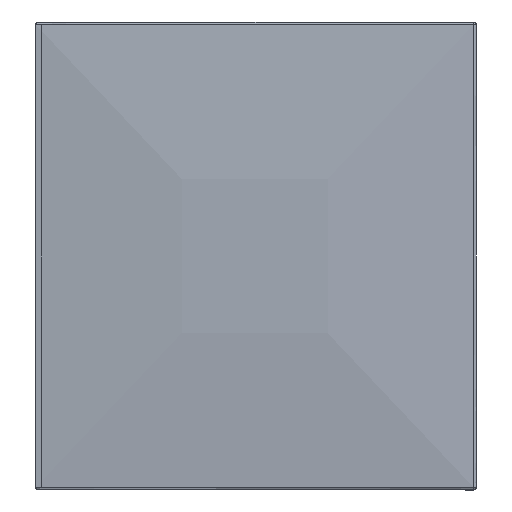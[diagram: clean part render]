
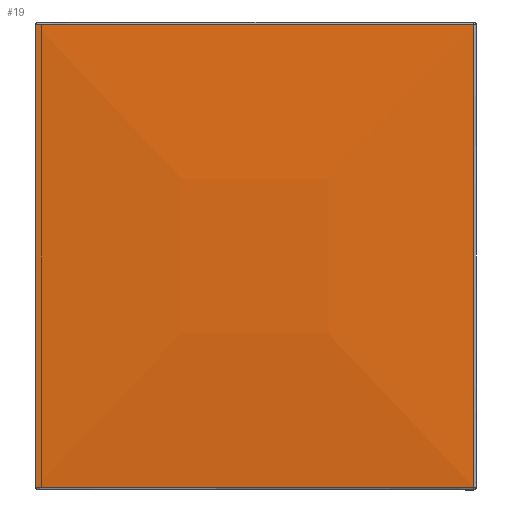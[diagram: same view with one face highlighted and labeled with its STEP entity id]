
A CAD part, left-side view. The second image highlights one B-rep face of the part: STEP entity #19.
In plain terms, the highlighted free-form (B-spline) face has degree [3, 3] with [4, 4] control points.
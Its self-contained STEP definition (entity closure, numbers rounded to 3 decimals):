
#16 = CARTESIAN_POINT ( 'NONE',  ( -0.836, 0.133, 0.567 ) ) ;
#19 = ADVANCED_FACE ( 'NONE', ( #149 ), #576, .F. ) ;
#37 = CARTESIAN_POINT ( 'NONE',  ( -0.801, -0.13, 0.004 ) ) ;
#59 = LINE ( 'NONE', #1188, #529 ) ;
#83 = CARTESIAN_POINT ( 'NONE',  ( -0.8, -0.395, 0.005 ) ) ;
#89 = EDGE_CURVE ( 'NONE', #257, #551, #1612, .T. ) ;
#92 = B_SPLINE_CURVE_WITH_KNOTS ( 'NONE', 3,
 ( #591, #37, #450, #1297 ),
 .UNSPECIFIED., .F., .F.,
 ( 4, 4 ),
 ( 0., 1. ),
 .UNSPECIFIED. ) ;
#118 = CARTESIAN_POINT ( 'NONE',  ( -0.8, -0.395, 0.845 ) ) ;
#128 = CARTESIAN_POINT ( 'NONE',  ( -0.801, -0.13, 0.846 ) ) ;
#149 = FACE_OUTER_BOUND ( 'NONE', #220, .T. ) ;
#154 = CARTESIAN_POINT ( 'NONE',  ( -0.836, -0.133, 0.283 ) ) ;
#203 = CARTESIAN_POINT ( 'NONE',  ( -0.8, 0.4, 0.845 ) ) ;
#220 = EDGE_LOOP ( 'NONE', ( #1520, #1422, #505, #435 ) ) ;
#257 = VERTEX_POINT ( 'NONE', #203 ) ;
#291 = CARTESIAN_POINT ( 'NONE',  ( -0.8, 0.4, 0.283 ) ) ;
#343 = EDGE_CURVE ( 'NONE', #677, #1261, #92, .T. ) ;
#434 = CARTESIAN_POINT ( 'NONE',  ( -0.8, 0.4, 0. ) ) ;
#435 = ORIENTED_EDGE ( 'NONE', *, *, #1135, .F. ) ;
#450 = CARTESIAN_POINT ( 'NONE',  ( -0.801, 0.135, 0.004 ) ) ;
#479 = CARTESIAN_POINT ( 'NONE',  ( -0.801, -0.396, 0.565 ) ) ;
#505 = ORIENTED_EDGE ( 'NONE', *, *, #89, .F. ) ;
#529 = VECTOR ( 'NONE', #1756, 1000. ) ;
#545 = CARTESIAN_POINT ( 'NONE',  ( -0.801, 0.135, 0.846 ) ) ;
#551 = VERTEX_POINT ( 'NONE', #1404 ) ;
#566 = CARTESIAN_POINT ( 'NONE',  ( -0.836, -0.133, 0.567 ) ) ;
#576 = B_SPLINE_SURFACE_WITH_KNOTS ( 'NONE', 3, 3, ( 
 ( #434, #1259, #1548, #1405 ),
 ( #291, #839, #154, #707 ),
 ( #1270, #16, #566, #1131 ),
 ( #1696, #1558, #671, #579 ) ),
 .UNSPECIFIED., .F., .F., .F.,
 ( 4, 4 ),
 ( 4, 4 ),
 ( 0., 1. ),
 ( 0., 1. ),
 .UNSPECIFIED. ) ;
#579 = CARTESIAN_POINT ( 'NONE',  ( -0.8, -0.4, 0.85 ) ) ;
#591 = CARTESIAN_POINT ( 'NONE',  ( -0.8, -0.395, 0.005 ) ) ;
#671 = CARTESIAN_POINT ( 'NONE',  ( -0.8, -0.133, 0.85 ) ) ;
#677 = VERTEX_POINT ( 'NONE', #1158 ) ;
#707 = CARTESIAN_POINT ( 'NONE',  ( -0.8, -0.4, 0.283 ) ) ;
#839 = CARTESIAN_POINT ( 'NONE',  ( -0.836, 0.133, 0.283 ) ) ;
#855 = EDGE_CURVE ( 'NONE', #551, #677, #1556, .T. ) ;
#1131 = CARTESIAN_POINT ( 'NONE',  ( -0.8, -0.4, 0.567 ) ) ;
#1135 = EDGE_CURVE ( 'NONE', #1261, #257, #59, .T. ) ;
#1158 = CARTESIAN_POINT ( 'NONE',  ( -0.8, -0.395, 0.005 ) ) ;
#1188 = CARTESIAN_POINT ( 'NONE',  ( -0.8, 0.4, 0.425 ) ) ;
#1241 = CARTESIAN_POINT ( 'NONE',  ( -0.8, 0.4, 0.845 ) ) ;
#1259 = CARTESIAN_POINT ( 'NONE',  ( -0.8, 0.133, 0. ) ) ;
#1261 = VERTEX_POINT ( 'NONE', #1282 ) ;
#1270 = CARTESIAN_POINT ( 'NONE',  ( -0.8, 0.4, 0.567 ) ) ;
#1282 = CARTESIAN_POINT ( 'NONE',  ( -0.8, 0.4, 0.005 ) ) ;
#1297 = CARTESIAN_POINT ( 'NONE',  ( -0.8, 0.4, 0.005 ) ) ;
#1335 = CARTESIAN_POINT ( 'NONE',  ( -0.8, -0.395, 0.845 ) ) ;
#1404 = CARTESIAN_POINT ( 'NONE',  ( -0.8, -0.395, 0.845 ) ) ;
#1405 = CARTESIAN_POINT ( 'NONE',  ( -0.8, -0.4, 0. ) ) ;
#1422 = ORIENTED_EDGE ( 'NONE', *, *, #855, .F. ) ;
#1520 = ORIENTED_EDGE ( 'NONE', *, *, #343, .F. ) ;
#1548 = CARTESIAN_POINT ( 'NONE',  ( -0.8, -0.133, 0. ) ) ;
#1556 = B_SPLINE_CURVE_WITH_KNOTS ( 'NONE', 3,
 ( #1335, #479, #1758, #83 ),
 .UNSPECIFIED., .F., .F.,
 ( 4, 4 ),
 ( 0., 1. ),
 .UNSPECIFIED. ) ;
#1558 = CARTESIAN_POINT ( 'NONE',  ( -0.8, 0.133, 0.85 ) ) ;
#1612 =( BOUNDED_CURVE ( )  B_SPLINE_CURVE ( 3, ( #1241, #545, #128, #118 ),
 .UNSPECIFIED., .F., .T. ) 
 B_SPLINE_CURVE_WITH_KNOTS ( ( 4, 4 ),
 ( 0., 1. ),
 .UNSPECIFIED. ) 
 CURVE ( )  GEOMETRIC_REPRESENTATION_ITEM ( )  RATIONAL_B_SPLINE_CURVE ( ( 1., 1., 1., 1. ) ) 
 REPRESENTATION_ITEM ( '' )  );
#1696 = CARTESIAN_POINT ( 'NONE',  ( -0.8, 0.4, 0.85 ) ) ;
#1756 = DIRECTION ( 'NONE',  ( 0., 0., 1. ) ) ;
#1758 = CARTESIAN_POINT ( 'NONE',  ( -0.801, -0.396, 0.285 ) ) ;
